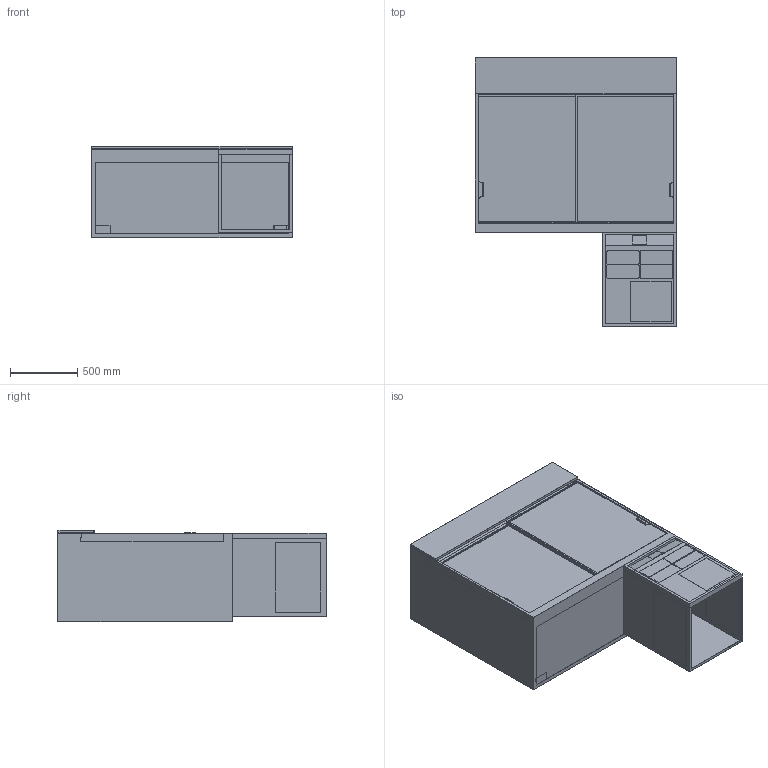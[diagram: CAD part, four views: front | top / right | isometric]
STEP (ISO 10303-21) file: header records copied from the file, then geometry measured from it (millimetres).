
FILE_DESCRIPTION (( 'STEP AP214' ), '1' );
FILE_NAME ('FKV-FS-150-E-Propan.step', '2024-11-06T13:33:16', ( '' ), ( '' ), 'SwSTEP 2.0', 'SolidWorks 2023', '' );
FILE_SCHEMA (( 'AUTOMOTIVE_DESIGN' ));
Length unit declared in the file: millimetre
Products named in the file (8): FKV-FS-150-E-Propan; 19-10-41775_S-FKV-BR-TUER-1500-1300-R; 19-10-41790_Schale-718-660; 19-10-41780_S-FKV-Z-FKV-150 Korpus-Schale; 19-10-41790_FG-285-630-660; 19-10-41775_S-FKV-BR-TUER-1500-1300-L; 24-11-56128; 19-10-41790_FG-130-630-660
Assembly tree (8 placements, depth 2):
  FKV-FS-150-E-Propan
    19-10-41780_S-FKV-Z-FKV-150 Korpus-Schale
    19-10-41775_S-FKV-BR-TUER-1500-1300-L
    19-10-41775_S-FKV-BR-TUER-1500-1300-R
    24-11-56128
    19-10-41790_Schale-718-660  x2
    19-10-41790_FG-285-630-660
    19-10-41790_FG-130-630-660
Bounding box: 1502 x 2000 x 680 mm (x, y, z)
Volume: 301396900 mm3; surface area: 23138415.2 mm2
Topology: 23 solids, 23 shells, 528 faces, 1303 edges, 800 vertices
Faces by surface type: plane 354, cylinder 134, sphere 36, bspline 2, torus 2
Entity records: 14458 total; most frequent: CARTESIAN_POINT 2545, DIRECTION 2388, ORIENTED_EDGE 2352, EDGE_CURVE 1176, VECTOR 920, LINE 920, VERTEX_POINT 739, AXIS2_PLACEMENT_3D 734
